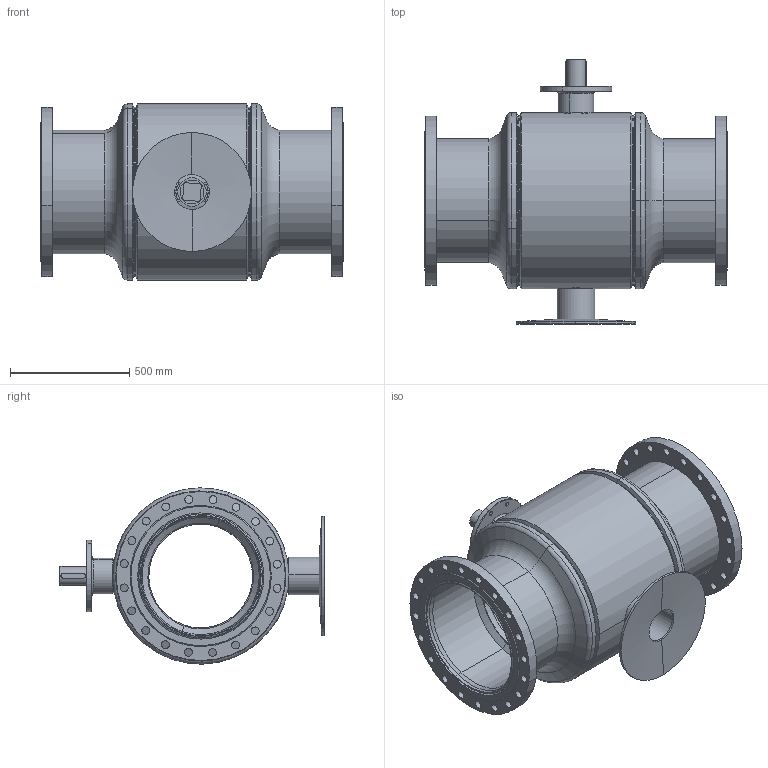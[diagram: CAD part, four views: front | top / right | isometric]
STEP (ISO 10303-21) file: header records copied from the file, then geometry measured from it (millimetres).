
FILE_DESCRIPTION (( 'STEP AP214' ), '1' );
FILE_NAME ('DN500法兰球阀PN16.STEP', '2023-10-08T07:51:48', ( '' ), ( '' ), 'SwSTEP 2.0', 'SolidWorks 2019', '' );
FILE_SCHEMA (( 'AUTOMOTIVE_DESIGN' ));
Length unit declared in the file: millimetre
Products named in the file (9): 4; DN500楊擘⑩概PN16; 500埴攫盓殤奪; 瑩; 500盓殤埴攫; 陔蜊概裝; 500楊擘1.6; 500晚概极; 500Q367F16C-01趼极
Assembly tree (11 placements, depth 2):
  DN500楊擘⑩概PN16
    500Q367F16C-01趼极
    500晚概极  x2
    4
    陔蜊概裝
    瑩  x2
    500埴攫盓殤奪
    500盓殤埴攫
    500楊擘1.6  x2
Bounding box: 1270 x 1109.26 x 740 mm (x, y, z)
Volume: 93306454.6 mm3; surface area: 7804753.1 mm2
Topology: 11 solids, 11 shells, 454 faces, 1054 edges, 676 vertices
Faces by surface type: cylinder 292, plane 104, cone 48, torus 10
Entity records: 10308 total; most frequent: CARTESIAN_POINT 2402, DIRECTION 1646, ORIENTED_EDGE 1380, EDGE_CURVE 690, AXIS2_PLACEMENT_3D 690, VERTEX_POINT 442, EDGE_LOOP 394, CIRCLE 384
